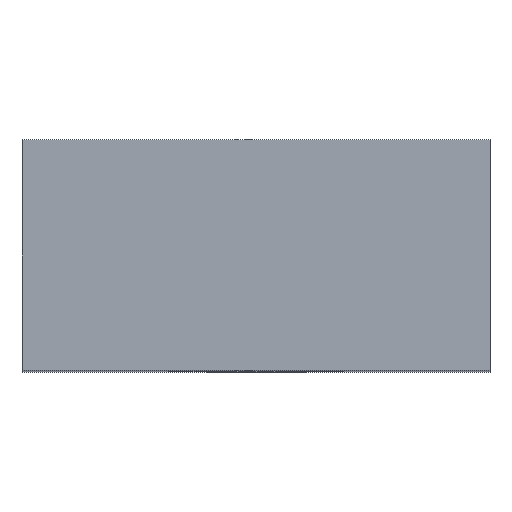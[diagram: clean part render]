
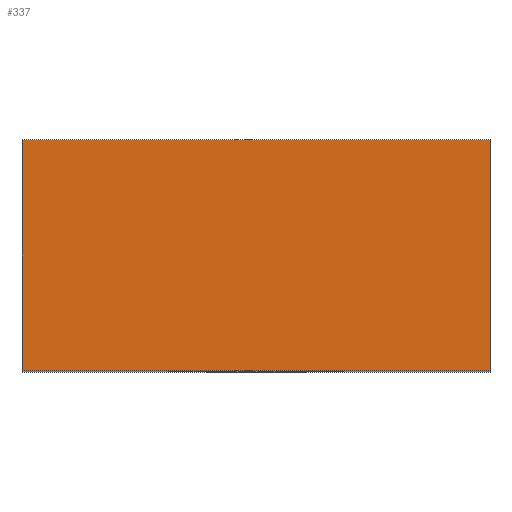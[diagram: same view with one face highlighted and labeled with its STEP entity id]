
A CAD part, top view. The second image highlights one B-rep face of the part: STEP entity #337.
In plain terms, the highlighted planar face has unit normal (0, 0, 1).
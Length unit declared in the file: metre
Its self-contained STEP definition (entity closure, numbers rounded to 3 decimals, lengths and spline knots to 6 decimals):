
#38=LINE('',#544,#74);
#40=LINE('',#548,#76);
#41=LINE('',#550,#77);
#42=LINE('',#552,#78);
#74=VECTOR('',#439,1.);
#76=VECTOR('',#443,1.);
#77=VECTOR('',#444,1.);
#78=VECTOR('',#445,1.);
#124=ORIENTED_EDGE('',*,*,#214,.T.);
#125=ORIENTED_EDGE('',*,*,#215,.F.);
#126=ORIENTED_EDGE('',*,*,#216,.F.);
#127=ORIENTED_EDGE('',*,*,#212,.T.);
#212=EDGE_CURVE('',#255,#254,#38,.T.);
#214=EDGE_CURVE('',#254,#256,#40,.T.);
#215=EDGE_CURVE('',#257,#256,#41,.T.);
#216=EDGE_CURVE('',#255,#257,#42,.T.);
#254=VERTEX_POINT('',#543);
#255=VERTEX_POINT('',#545);
#256=VERTEX_POINT('',#549);
#257=VERTEX_POINT('',#551);
#286=EDGE_LOOP('',(#124,#125,#126,#127));
#306=FACE_BOUND('',#286,.T.);
#325=PLANE('',#374);
#337=ADVANCED_FACE('',(#306),#325,.F.);
#374=AXIS2_PLACEMENT_3D('',#547,#441,#442);
#439=DIRECTION('',(-1.,0.,0.));
#441=DIRECTION('',(0.,0.,-1.));
#442=DIRECTION('',(-1.,0.,0.));
#443=DIRECTION('',(0.,-1.,0.));
#444=DIRECTION('',(-1.,0.,0.));
#445=DIRECTION('',(0.,-1.,0.));
#543=CARTESIAN_POINT('',(0.003,-0.025559,0.0382));
#544=CARTESIAN_POINT('',(0.011,-0.025559,0.0382));
#545=CARTESIAN_POINT('',(0.011,-0.025559,0.0382));
#547=CARTESIAN_POINT('',(0.011,-0.02753,0.0382));
#548=CARTESIAN_POINT('',(0.003,-0.02753,0.0382));
#549=CARTESIAN_POINT('',(0.003,-0.0295,0.0382));
#550=CARTESIAN_POINT('',(0.011,-0.0295,0.0382));
#551=CARTESIAN_POINT('',(0.011,-0.0295,0.0382));
#552=CARTESIAN_POINT('',(0.011,-0.02753,0.0382));
